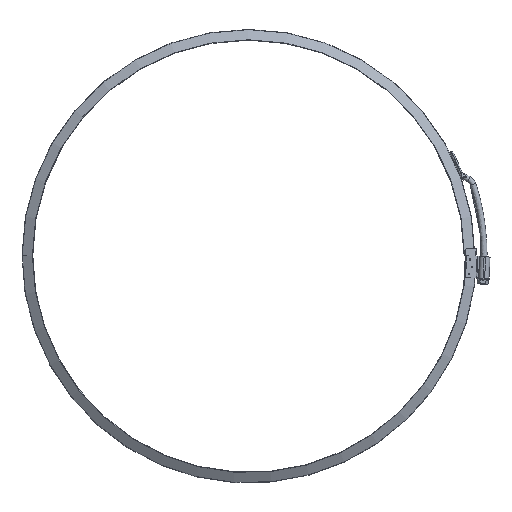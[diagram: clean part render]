
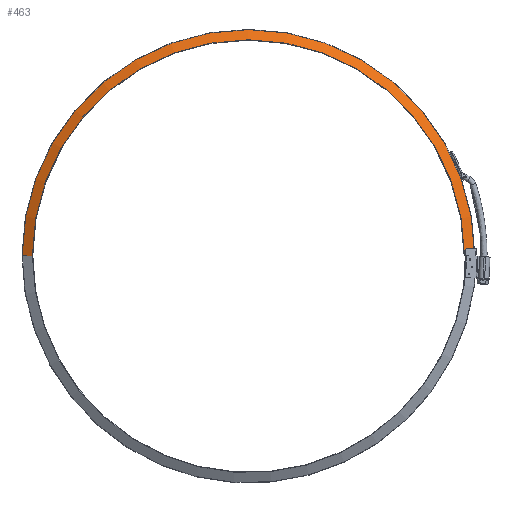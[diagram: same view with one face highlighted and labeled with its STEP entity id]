
A CAD part, top view. The second image highlights one B-rep face of the part: STEP entity #463.
In plain terms, the highlighted conical face has half-angle 60 degrees and reference radius 301.5 mm.
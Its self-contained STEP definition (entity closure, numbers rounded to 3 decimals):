
#298=CONICAL_SURFACE('',#2937,301.5,60.);
#463=ADVANCED_FACE('',(#652),#298,.T.);
#652=FACE_OUTER_BOUND('',#861,.T.);
#861=EDGE_LOOP('',(#1631,#1632,#1633,#1634));
#1631=ORIENTED_EDGE('',*,*,#2263,.T.);
#1632=ORIENTED_EDGE('',*,*,#2264,.T.);
#1633=ORIENTED_EDGE('',*,*,#2261,.F.);
#1634=ORIENTED_EDGE('',*,*,#2235,.F.);
#1892=VERTEX_POINT('',#5615);
#1894=VERTEX_POINT('',#5621);
#1909=VERTEX_POINT('',#5672);
#1910=VERTEX_POINT('',#5676);
#2235=EDGE_CURVE('',#1892,#1894,#2374,.T.);
#2261=EDGE_CURVE('',#1894,#1909,#2645,.T.);
#2263=EDGE_CURVE('',#1892,#1910,#2647,.T.);
#2264=EDGE_CURVE('',#1910,#1909,#2385,.T.);
#2374=LINE('',#5620,#2488);
#2385=LINE('',#5677,#2499);
#2488=VECTOR('',#3557,1.);
#2499=VECTOR('',#3626,1.);
#2645=CIRCLE('',#2933,315.25);
#2647=CIRCLE('',#2936,301.5);
#2933=AXIS2_PLACEMENT_3D('',#5671,#3618,#3619);
#2936=AXIS2_PLACEMENT_3D('',#5675,#3624,#3625);
#2937=AXIS2_PLACEMENT_3D('',#5678,#3627,#3628);
#3557=DIRECTION('',(-0.866,0.,-0.5));
#3618=DIRECTION('',(0.,0.,-1.));
#3619=DIRECTION('',(-1.,0.,0.));
#3624=DIRECTION('',(0.,0.,-1.));
#3625=DIRECTION('',(-1.,0.,0.));
#3626=DIRECTION('',(0.866,0.,-0.5));
#3627=DIRECTION('',(0.,0.,-1.));
#3628=DIRECTION('',(-1.,0.,0.));
#5615=CARTESIAN_POINT('',(-301.5,0.,12.549));
#5620=CARTESIAN_POINT('',(-301.5,0.,12.549));
#5621=CARTESIAN_POINT('',(-315.25,0.,4.61));
#5671=CARTESIAN_POINT('',(0.,0.,4.61));
#5672=CARTESIAN_POINT('',(315.25,0.,4.61));
#5675=CARTESIAN_POINT('',(0.,0.,12.549));
#5676=CARTESIAN_POINT('',(301.5,0.,12.549));
#5677=CARTESIAN_POINT('',(301.5,0.,12.549));
#5678=CARTESIAN_POINT('',(0.,0.,12.549));
